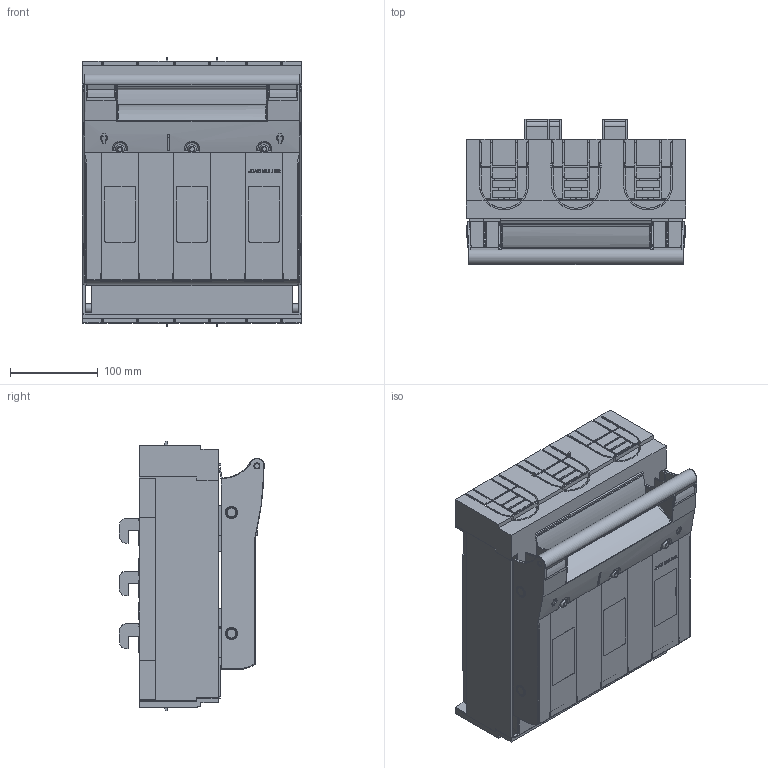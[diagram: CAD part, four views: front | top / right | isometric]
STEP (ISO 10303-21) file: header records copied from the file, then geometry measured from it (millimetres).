
FILE_DESCRIPTION(('CATIA V5 STEP'),'2;1');
FILE_NAME('T0711_NH-Sicherungslasttrennschalter-KETO-3-3_60_Au_F.stp','2019-02-04T07:21:31+00:00',('none'),('Jean Müller GmbH'),'CATIA Version 5 Release 19 SP 9 (IN-10)','CATIA V5 STEP AP214','none');
FILE_SCHEMA(('AUTOMOTIVE_DESIGN { 1 0 10303 214 1 1 1 1 }'));
Products named in the file (1): T0711_NH-Sicherungslasttrennschalter-KETO-3-3/60/Au/F
Bounding box: 250 x 165.22 x 306.7 mm (x, y, z)
Volume: 3417400.5 mm3; surface area: 1044404.1 mm2
Topology: 70 solids, 75 shells, 2680 faces, 7521 edges, 5017 vertices
Faces by surface type: plane 1967, cylinder 344, bspline 153, cone 101, extrusion 59, torus 34, sphere 22
Entity records: 90173 total; most frequent: CARTESIAN_POINT 27510, ORIENTED_EDGE 15006, DIRECTION 9173, EDGE_CURVE 7503, VECTOR 5618, LINE 5559, VERTEX_POINT 5017, EDGE_LOOP 2838
